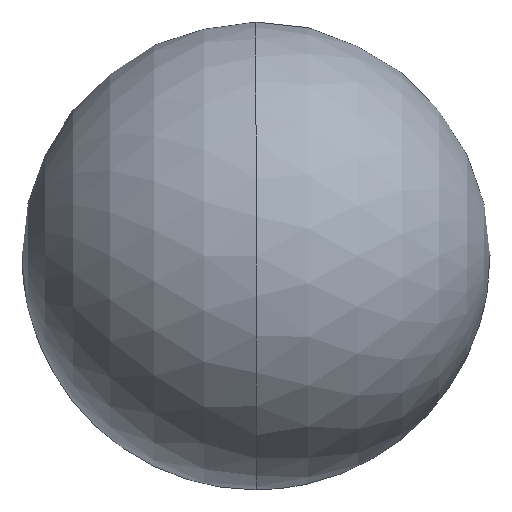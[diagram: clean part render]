
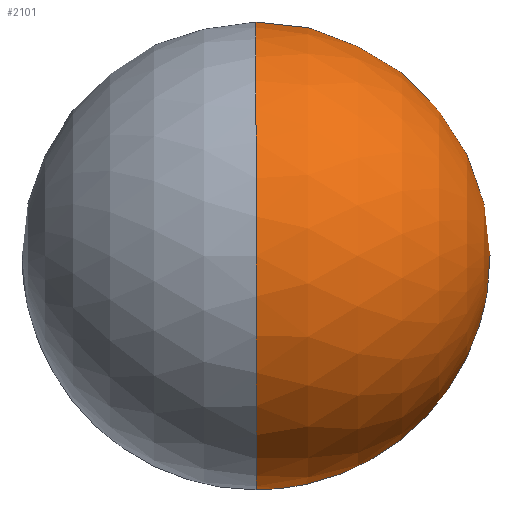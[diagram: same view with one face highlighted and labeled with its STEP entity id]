
A CAD part, front view. The second image highlights one B-rep face of the part: STEP entity #2101.
In plain terms, the highlighted spherical face has radius 25.4 mm.
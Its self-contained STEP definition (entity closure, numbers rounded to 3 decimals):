
#31 = CIRCLE ( 'NONE', #1103, 14.437 ) ;
#225 = DIRECTION ( 'NONE',  ( 0., 0., 1. ) ) ;
#373 = EDGE_LOOP ( 'NONE', ( #2532, #390, #2937 ) ) ;
#390 = ORIENTED_EDGE ( 'NONE', *, *, #2317, .T. ) ;
#434 = DIRECTION ( 'NONE',  ( 0., 0., -1. ) ) ;
#569 = DIRECTION ( 'NONE',  ( 0., 0., -1. ) ) ;
#713 = FACE_OUTER_BOUND ( 'NONE', #373, .T. ) ;
#768 = CARTESIAN_POINT ( 'NONE',  ( 0., 0., 0. ) ) ;
#773 = CARTESIAN_POINT ( 'NONE',  ( 0., 0., 0. ) ) ;
#808 = DIRECTION ( 'NONE',  ( -1., 0., 0. ) ) ;
#857 = CARTESIAN_POINT ( 'NONE',  ( 0., 20.898, 0. ) ) ;
#884 = VERTEX_POINT ( 'NONE', #2607 ) ;
#1097 = EDGE_CURVE ( 'NONE', #3396, #884, #31, .T. ) ;
#1103 = AXIS2_PLACEMENT_3D ( 'NONE', #857, #2788, #569 ) ;
#1153 = CARTESIAN_POINT ( 'NONE',  ( 0., 0., 0. ) ) ;
#1255 = EDGE_CURVE ( 'NONE', #3266, #884, #1559, .T. ) ;
#1332 = AXIS2_PLACEMENT_3D ( 'NONE', #773, #808, #225 ) ;
#1559 = CIRCLE ( 'NONE', #1332, 25.4 ) ;
#1917 = DIRECTION ( 'NONE',  ( 1., 0., 0. ) ) ;
#2101 = ADVANCED_FACE ( 'NONE', ( #713 ), #2880, .T. ) ;
#2237 = DIRECTION ( 'NONE',  ( 0., 0., -1. ) ) ;
#2317 = EDGE_CURVE ( 'NONE', #3266, #3396, #2482, .T. ) ;
#2362 = AXIS2_PLACEMENT_3D ( 'NONE', #768, #3171, #434 ) ;
#2482 = CIRCLE ( 'NONE', #3271, 25.4 ) ;
#2508 = CARTESIAN_POINT ( 'NONE',  ( 0., -25.4, 0. ) ) ;
#2532 = ORIENTED_EDGE ( 'NONE', *, *, #1255, .F. ) ;
#2607 = CARTESIAN_POINT ( 'NONE',  ( 0., 20.898, 14.437 ) ) ;
#2788 = DIRECTION ( 'NONE',  ( 0., -1., 0. ) ) ;
#2880 = SPHERICAL_SURFACE ( 'NONE', #2362, 25.4 ) ;
#2937 = ORIENTED_EDGE ( 'NONE', *, *, #1097, .T. ) ;
#3171 = DIRECTION ( 'NONE',  ( -1., 0., 0. ) ) ;
#3266 = VERTEX_POINT ( 'NONE', #2508 ) ;
#3271 = AXIS2_PLACEMENT_3D ( 'NONE', #1153, #1917, #2237 ) ;
#3392 = CARTESIAN_POINT ( 'NONE',  ( 0., 20.898, -14.437 ) ) ;
#3396 = VERTEX_POINT ( 'NONE', #3392 ) ;
